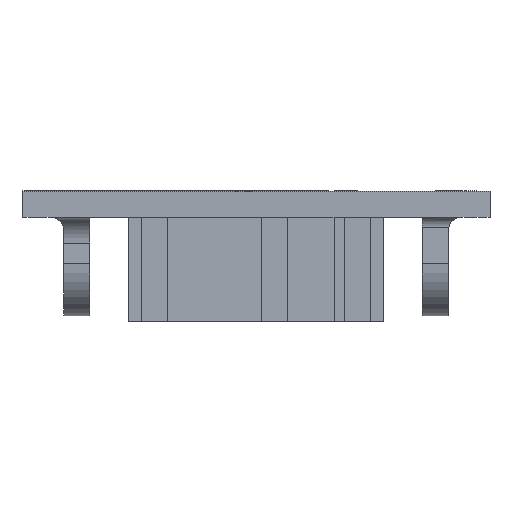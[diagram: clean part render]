
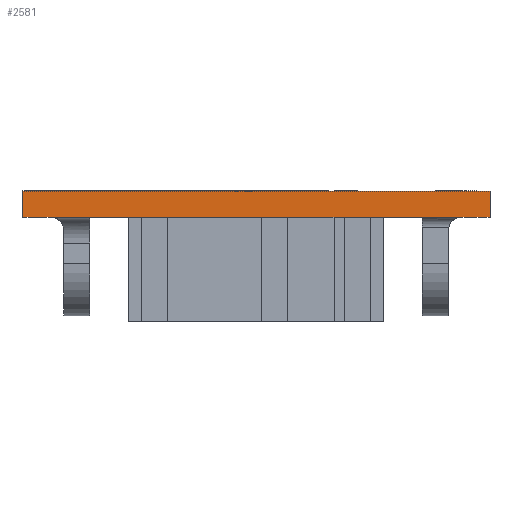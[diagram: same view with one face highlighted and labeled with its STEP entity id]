
A CAD part, front view. The second image highlights one B-rep face of the part: STEP entity #2581.
In plain terms, the highlighted planar face has unit normal (0, -1, 0).
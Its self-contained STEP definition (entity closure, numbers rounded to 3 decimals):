
#140=PLANE('',#2793);
#274=FACE_OUTER_BOUND('',#437,.T.);
#437=EDGE_LOOP('',(#2408,#2409,#2410,#2411));
#462=LINE('',#3572,#750);
#548=LINE('',#3840,#836);
#562=LINE('',#3871,#850);
#735=LINE('',#4291,#1023);
#750=VECTOR('',#2837,10.);
#836=VECTOR('',#3007,10.);
#850=VECTOR('',#3031,10.);
#1023=VECTOR('',#3476,10.);
#1109=VERTEX_POINT('',#3569);
#1110=VERTEX_POINT('',#3571);
#1206=VERTEX_POINT('',#3839);
#1218=VERTEX_POINT('',#3870);
#1355=EDGE_CURVE('',#1110,#1109,#462,.T.);
#1470=EDGE_CURVE('',#1110,#1206,#548,.T.);
#1486=EDGE_CURVE('',#1206,#1218,#562,.T.);
#1690=EDGE_CURVE('',#1109,#1218,#735,.T.);
#2408=ORIENTED_EDGE('',*,*,#1355,.T.);
#2409=ORIENTED_EDGE('',*,*,#1690,.T.);
#2410=ORIENTED_EDGE('',*,*,#1486,.F.);
#2411=ORIENTED_EDGE('',*,*,#1470,.F.);
#2581=ADVANCED_FACE('',(#274),#140,.T.);
#2793=AXIS2_PLACEMENT_3D('',#4292,#3477,#3478);
#2837=DIRECTION('',(1.,0.,0.));
#3007=DIRECTION('',(0.,0.,1.));
#3031=DIRECTION('',(1.,0.,0.));
#3476=DIRECTION('',(0.,0.,1.));
#3477=DIRECTION('center_axis',(0.,-1.,0.));
#3478=DIRECTION('ref_axis',(1.,0.,0.));
#3569=CARTESIAN_POINT('',(90.,0.,0.));
#3571=CARTESIAN_POINT('',(0.,0.,0.));
#3572=CARTESIAN_POINT('',(0.,0.,0.));
#3839=CARTESIAN_POINT('',(0.,0.,5.));
#3840=CARTESIAN_POINT('',(0.,0.,0.));
#3870=CARTESIAN_POINT('',(90.,0.,5.));
#3871=CARTESIAN_POINT('',(0.,0.,5.));
#4291=CARTESIAN_POINT('',(90.,0.,0.));
#4292=CARTESIAN_POINT('Origin',(0.,0.,0.));
